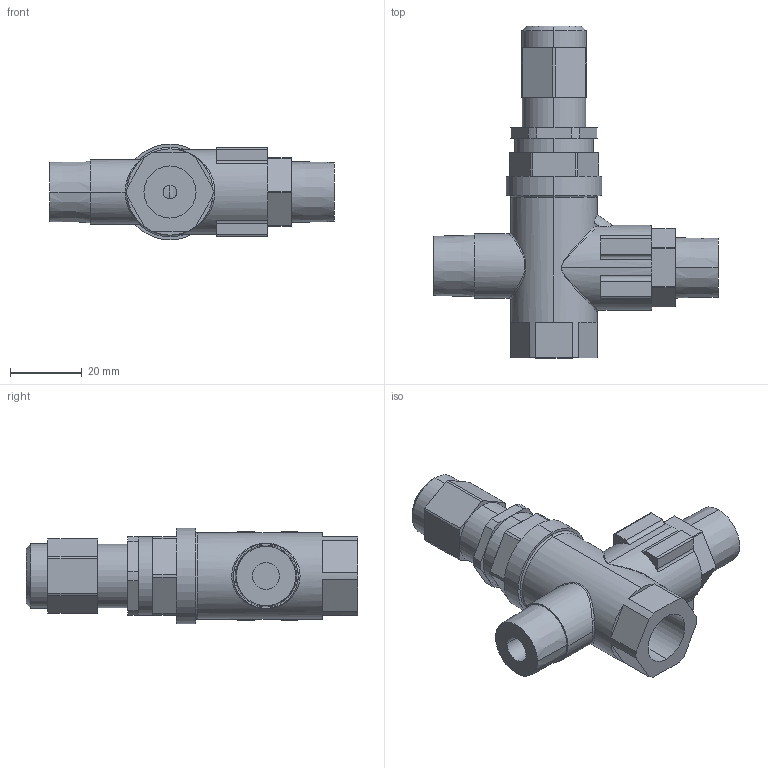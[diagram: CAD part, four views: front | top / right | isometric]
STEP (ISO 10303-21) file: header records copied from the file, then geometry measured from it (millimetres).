
FILE_DESCRIPTION (( 'STEP AP214' ), '1' );
FILE_NAME ('7582.STEP', '2018-10-10T15:07:12', ( '' ), ( '' ), 'SwSTEP 2.0', 'SolidWorks 2018', '' );
FILE_SCHEMA (( 'AUTOMOTIVE_DESIGN' ));
Length unit declared in the file: inch
Products named in the file (1): 7582
Bounding box: 79.22 x 92.51 x 26.67 mm (x, y, z)
Volume: 43353.1 mm3; surface area: 16078.1 mm2
Topology: 1 solids, 1 shells, 165 faces, 415 edges, 274 vertices
Faces by surface type: cylinder 76, plane 74, bspline 7, cone 6, torus 2
Entity records: 8416 total; most frequent: CARTESIAN_POINT 2156, DIRECTION 890, ORIENTED_EDGE 830, EDGE_CURVE 415, AXIS2_PLACEMENT_3D 340, VERTEX_POINT 274, LINE 210, VECTOR 210
